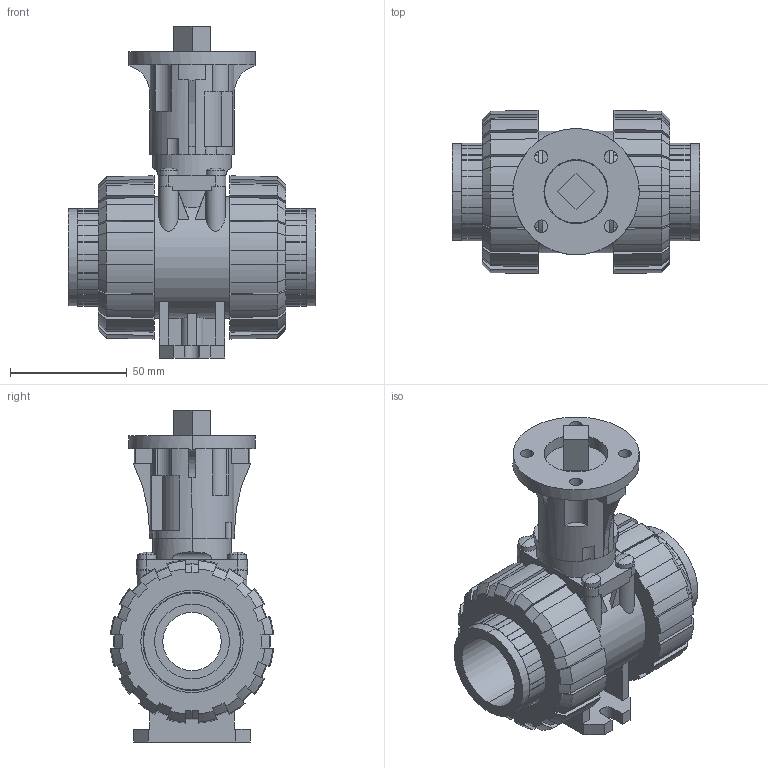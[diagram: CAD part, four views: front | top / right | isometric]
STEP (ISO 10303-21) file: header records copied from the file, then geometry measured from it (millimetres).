
FILE_DESCRIPTION(('STEP AP214'),'1');
FILE_NAME('cctmp_73BE3CBC-BD97-44ED-B6E6-D999E4DB81A5_2018_12_7_13_11_54_484..stp','2018-12-07T12:11:55',('Praher Valves GmbH'),('CADClick - www.CADClick.com'),'Spatial InterOp 3D',' ','unknown authorization');
FILE_SCHEMA(('AUTOMOTIVE_DESIGN'));
Length unit declared in the file: millimetre
Products named in the file (12): 128829
Assembly tree (11 placements, depth 2):
  (unnamed)
    128829
    128829
    128829
    128829
    128829
    128829
    128829
    128829
    128829
    128829
    128829
Bounding box: 106 x 69.78 x 142 mm (x, y, z)
Volume: 286317.5 mm3; surface area: 93855.6 mm2
Topology: 11 solids, 11 shells, 607 faces, 1714 edges, 1134 vertices
Faces by surface type: plane 291, cylinder 172, cone 136, sphere 8
Entity records: 25250 total; most frequent: CARTESIAN_POINT 4536, ORIENTED_EDGE 3412, DIRECTION 3276, EDGE_CURVE 1706, AXIS2_PLACEMENT_3D 1239, VERTEX_POINT 1134, LINE 798, VECTOR 798
